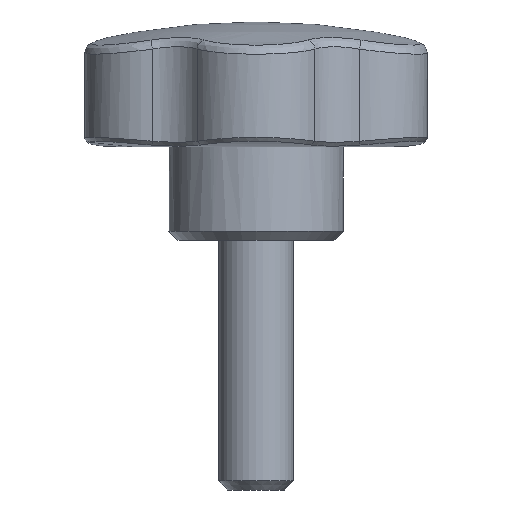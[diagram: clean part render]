
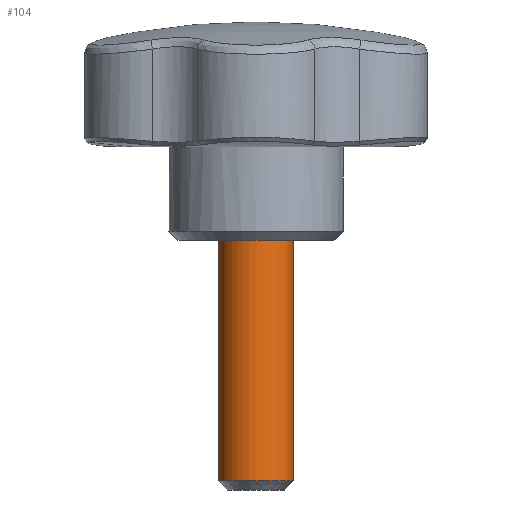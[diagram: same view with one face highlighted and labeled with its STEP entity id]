
A CAD part, front view. The second image highlights one B-rep face of the part: STEP entity #104.
In plain terms, the highlighted cylindrical face has radius 6 mm (diameter 12 mm), a full revolution.
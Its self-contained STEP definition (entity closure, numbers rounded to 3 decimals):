
#104 = ADVANCED_FACE( '', ( #271, #272 ), #273, .T. );
#271 = FACE_OUTER_BOUND( '', #512, .T. );
#272 = FACE_OUTER_BOUND( '', #513, .T. );
#273 = CYLINDRICAL_SURFACE( '', #514, 6. );
#512 = EDGE_LOOP( '', ( #3526 ) );
#513 = EDGE_LOOP( '', ( #3527 ) );
#514 = AXIS2_PLACEMENT_3D( '', #3528, #3529, #3530 );
#3526 = ORIENTED_EDGE( '', *, *, #4059, .T. );
#3527 = ORIENTED_EDGE( '', *, *, #4060, .F. );
#3528 = CARTESIAN_POINT( '', ( 0., 0., 34. ) );
#3529 = DIRECTION( '', ( 0., 0., -1. ) );
#3530 = DIRECTION( '', ( 1., 0., 0. ) );
#4059 = EDGE_CURVE( '', #4307, #4307, #4308, .T. );
#4060 = EDGE_CURVE( '', #4309, #4309, #4310, .T. );
#4307 = VERTEX_POINT( '', #4738 );
#4308 = CIRCLE( '', #4739, 6. );
#4309 = VERTEX_POINT( '', #4740 );
#4310 = CIRCLE( '', #4741, 6. );
#4738 = CARTESIAN_POINT( '', ( 6., 0., -38.5 ) );
#4739 = AXIS2_PLACEMENT_3D( '', #7311, #7312, #7313 );
#4740 = CARTESIAN_POINT( '', ( 6., 0., 0. ) );
#4741 = AXIS2_PLACEMENT_3D( '', #7314, #7315, #7316 );
#7311 = CARTESIAN_POINT( '', ( 0., 0., -38.5 ) );
#7312 = DIRECTION( '', ( 0., 0., 1. ) );
#7313 = DIRECTION( '', ( 1., 0., 0. ) );
#7314 = CARTESIAN_POINT( '', ( 0., 0., 0. ) );
#7315 = DIRECTION( '', ( 0., 0., 1. ) );
#7316 = DIRECTION( '', ( 1., 0., 0. ) );
